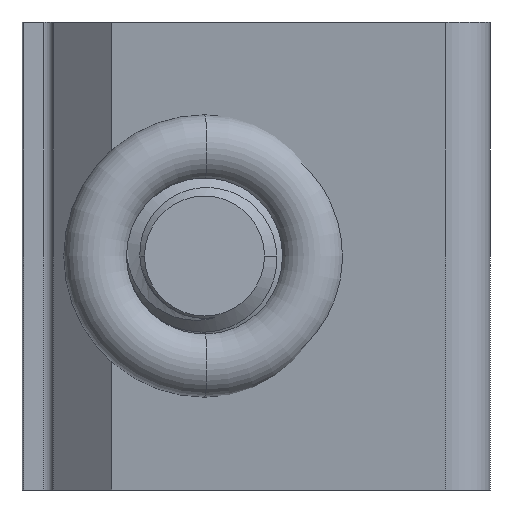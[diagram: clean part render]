
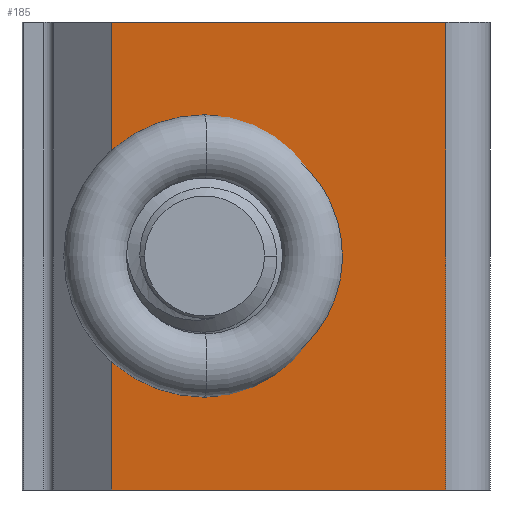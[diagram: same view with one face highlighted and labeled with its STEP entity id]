
A CAD part, front view. The second image highlights one B-rep face of the part: STEP entity #185.
In plain terms, the highlighted planar face has unit normal (-0.136, -0.991, 0).
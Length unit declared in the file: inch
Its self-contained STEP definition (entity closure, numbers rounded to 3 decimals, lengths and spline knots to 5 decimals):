
#2 = CARTESIAN_POINT ( 'NONE',  ( 1.61787, -1.02941, 0.403 ) ) ;
#35 = VERTEX_POINT ( 'NONE', #5550 ) ;
#64 = ORIENTED_EDGE ( 'NONE', *, *, #1643, .T. ) ;
#185 = ADVANCED_FACE ( 'NONE', ( #316 ), #6423, .T. ) ;
#261 = EDGE_CURVE ( 'NONE', #6919, #5408, #2963, .T. ) ;
#312 = EDGE_CURVE ( 'NONE', #7854, #5323, #5459, .T. ) ;
#316 = FACE_OUTER_BOUND ( 'NONE', #7144, .T. ) ;
#388 = DIRECTION ( 'NONE',  ( 0., 0., -1. ) ) ;
#429 = CARTESIAN_POINT ( 'NONE',  ( 0.65754, -0.89786, -0.403 ) ) ;
#587 = CARTESIAN_POINT ( 'NONE',  ( 1.54554, -1.0195, 0.75 ) ) ;
#710 = DIRECTION ( 'NONE',  ( 0.991, -0.136, 0. ) ) ;
#822 = LINE ( 'NONE', #3371, #2339 ) ;
#839 = CARTESIAN_POINT ( 'NONE',  ( 0.65754, -0.89786, 0.403 ) ) ;
#872 = EDGE_CURVE ( 'NONE', #7854, #6016, #822, .T. ) ;
#1077 = VECTOR ( 'NONE', #3511, 39.37008 ) ;
#1100 =( BOUNDED_CURVE ( )  B_SPLINE_CURVE ( 3, ( #2184, #1558, #839, #2093 ),
 .UNSPECIFIED., .F., .F. ) 
 B_SPLINE_CURVE_WITH_KNOTS ( ( 4, 4 ),
 ( 0.73988, 1.5708 ),
 .UNSPECIFIED. ) 
 CURVE ( )  GEOMETRIC_REPRESENTATION_ITEM ( )  RATIONAL_B_SPLINE_CURVE ( ( 1., 0.943, 0.943, 1. ) ) 
 REPRESENTATION_ITEM ( '' )  );
#1308 = EDGE_CURVE ( 'NONE', #1480, #6919, #2287, .T. ) ;
#1394 =( BOUNDED_CURVE ( )  B_SPLINE_CURVE ( 3, ( #6059, #429, #5428, #8005 ),
 .UNSPECIFIED., .F., .F. ) 
 B_SPLINE_CURVE_WITH_KNOTS ( ( 4, 4 ),
 ( 4.71239, 5.5433 ),
 .UNSPECIFIED. ) 
 CURVE ( )  GEOMETRIC_REPRESENTATION_ITEM ( )  RATIONAL_B_SPLINE_CURVE ( ( 1., 0.943, 0.943, 1. ) ) 
 REPRESENTATION_ITEM ( '' )  );
#1480 = VERTEX_POINT ( 'NONE', #5283 ) ;
#1496 = EDGE_CURVE ( 'NONE', #5323, #3937, #1100, .T. ) ;
#1558 = CARTESIAN_POINT ( 'NONE',  ( 0.55237, -0.88345, 0.3566 ) ) ;
#1643 = EDGE_CURVE ( 'NONE', #3937, #1480, #7076, .T. ) ;
#2093 = CARTESIAN_POINT ( 'NONE',  ( 0.7725, -0.9136, 0.403 ) ) ;
#2107 = CARTESIAN_POINT ( 'NONE',  ( 1.54554, -1.0195, -0.75 ) ) ;
#2184 = CARTESIAN_POINT ( 'NONE',  ( 0.47487, -0.87283, 0.2717 ) ) ;
#2272 = CARTESIAN_POINT ( 'NONE',  ( 0.7725, -0.9136, 0.403 ) ) ;
#2287 =( BOUNDED_CURVE ( )  B_SPLINE_CURVE ( 3, ( #3036, #2, #5606, #2433 ),
 .UNSPECIFIED., .F., .F. ) 
 B_SPLINE_CURVE_WITH_KNOTS ( ( 4, 4 ),
 ( 1.5708, 4.71239 ),
 .UNSPECIFIED. ) 
 CURVE ( )  GEOMETRIC_REPRESENTATION_ITEM ( )  RATIONAL_B_SPLINE_CURVE ( ( 1., 0.333, 0.333, 1. ) ) 
 REPRESENTATION_ITEM ( '' )  );
#2339 = VECTOR ( 'NONE', #4668, 39.37008 ) ;
#2433 = CARTESIAN_POINT ( 'NONE',  ( 0.81187, -0.919, -0.403 ) ) ;
#2480 = VERTEX_POINT ( 'NONE', #6726 ) ;
#2706 = CARTESIAN_POINT ( 'NONE',  ( 0.47487, -0.87283, 0.2717 ) ) ;
#2809 = AXIS2_PLACEMENT_3D ( 'NONE', #3350, #7262, #6609 ) ;
#2963 = LINE ( 'NONE', #4286, #1077 ) ;
#3036 = CARTESIAN_POINT ( 'NONE',  ( 0.81187, -0.919, 0.403 ) ) ;
#3201 = ORIENTED_EDGE ( 'NONE', *, *, #312, .T. ) ;
#3221 = EDGE_CURVE ( 'NONE', #2480, #6841, #7634, .T. ) ;
#3350 = CARTESIAN_POINT ( 'NONE',  ( 0.28, -0.84614, -0.75 ) ) ;
#3371 = CARTESIAN_POINT ( 'NONE',  ( 0.28, -0.84614, 0.75 ) ) ;
#3486 = CARTESIAN_POINT ( 'NONE',  ( 0.47487, -0.87283, 0.75 ) ) ;
#3511 = DIRECTION ( 'NONE',  ( -0.991, 0.136, 0. ) ) ;
#3937 = VERTEX_POINT ( 'NONE', #2272 ) ;
#4261 = ORIENTED_EDGE ( 'NONE', *, *, #261, .T. ) ;
#4286 = CARTESIAN_POINT ( 'NONE',  ( 0.28, -0.84614, -0.403 ) ) ;
#4526 = CARTESIAN_POINT ( 'NONE',  ( 0.28, -0.84614, -0.75 ) ) ;
#4534 = ORIENTED_EDGE ( 'NONE', *, *, #1496, .T. ) ;
#4584 = LINE ( 'NONE', #6542, #5141 ) ;
#4649 = ORIENTED_EDGE ( 'NONE', *, *, #4878, .T. ) ;
#4653 = DIRECTION ( 'NONE',  ( 0., 0., 1. ) ) ;
#4668 = DIRECTION ( 'NONE',  ( 0.991, -0.136, 0. ) ) ;
#4815 = ORIENTED_EDGE ( 'NONE', *, *, #872, .F. ) ;
#4878 = EDGE_CURVE ( 'NONE', #35, #2480, #4584, .T. ) ;
#5127 = ORIENTED_EDGE ( 'NONE', *, *, #1308, .T. ) ;
#5141 = VECTOR ( 'NONE', #7706, 39.37008 ) ;
#5237 = VECTOR ( 'NONE', #710, 39.37008 ) ;
#5283 = CARTESIAN_POINT ( 'NONE',  ( 0.81187, -0.919, 0.403 ) ) ;
#5292 = CARTESIAN_POINT ( 'NONE',  ( 0.81187, -0.919, -0.403 ) ) ;
#5323 = VERTEX_POINT ( 'NONE', #2706 ) ;
#5408 = VERTEX_POINT ( 'NONE', #6303 ) ;
#5428 = CARTESIAN_POINT ( 'NONE',  ( 0.55237, -0.88345, -0.3566 ) ) ;
#5459 = LINE ( 'NONE', #6819, #5676 ) ;
#5550 = CARTESIAN_POINT ( 'NONE',  ( 0.47487, -0.87283, -0.2717 ) ) ;
#5606 = CARTESIAN_POINT ( 'NONE',  ( 1.61787, -1.02941, -0.403 ) ) ;
#5676 = VECTOR ( 'NONE', #388, 39.37008 ) ;
#5898 = ORIENTED_EDGE ( 'NONE', *, *, #6221, .T. ) ;
#6016 = VERTEX_POINT ( 'NONE', #587 ) ;
#6059 = CARTESIAN_POINT ( 'NONE',  ( 0.7725, -0.9136, -0.403 ) ) ;
#6221 = EDGE_CURVE ( 'NONE', #5408, #35, #1394, .T. ) ;
#6303 = CARTESIAN_POINT ( 'NONE',  ( 0.7725, -0.9136, -0.403 ) ) ;
#6423 = PLANE ( 'NONE',  #2809 ) ;
#6447 = VECTOR ( 'NONE', #4653, 39.37008 ) ;
#6542 = CARTESIAN_POINT ( 'NONE',  ( 0.47487, -0.87283, -0.75 ) ) ;
#6552 = CARTESIAN_POINT ( 'NONE',  ( 0.28, -0.84614, 0.403 ) ) ;
#6609 = DIRECTION ( 'NONE',  ( 0.991, -0.136, 0. ) ) ;
#6726 = CARTESIAN_POINT ( 'NONE',  ( 0.47487, -0.87283, -0.75 ) ) ;
#6819 = CARTESIAN_POINT ( 'NONE',  ( 0.47487, -0.87283, -0.75 ) ) ;
#6841 = VERTEX_POINT ( 'NONE', #7190 ) ;
#6919 = VERTEX_POINT ( 'NONE', #5292 ) ;
#7076 = LINE ( 'NONE', #6552, #7099 ) ;
#7099 = VECTOR ( 'NONE', #7123, 39.37008 ) ;
#7123 = DIRECTION ( 'NONE',  ( 0.991, -0.136, 0. ) ) ;
#7144 = EDGE_LOOP ( 'NONE', ( #4261, #5898, #4649, #8121, #8010, #4815, #3201, #4534, #64, #5127 ) ) ;
#7190 = CARTESIAN_POINT ( 'NONE',  ( 1.54554, -1.0195, -0.75 ) ) ;
#7193 = LINE ( 'NONE', #2107, #6447 ) ;
#7262 = DIRECTION ( 'NONE',  ( -0.136, -0.991, 0. ) ) ;
#7634 = LINE ( 'NONE', #4526, #5237 ) ;
#7706 = DIRECTION ( 'NONE',  ( 0., 0., -1. ) ) ;
#7814 = EDGE_CURVE ( 'NONE', #6841, #6016, #7193, .T. ) ;
#7854 = VERTEX_POINT ( 'NONE', #3486 ) ;
#8005 = CARTESIAN_POINT ( 'NONE',  ( 0.47487, -0.87283, -0.2717 ) ) ;
#8010 = ORIENTED_EDGE ( 'NONE', *, *, #7814, .T. ) ;
#8121 = ORIENTED_EDGE ( 'NONE', *, *, #3221, .T. ) ;
